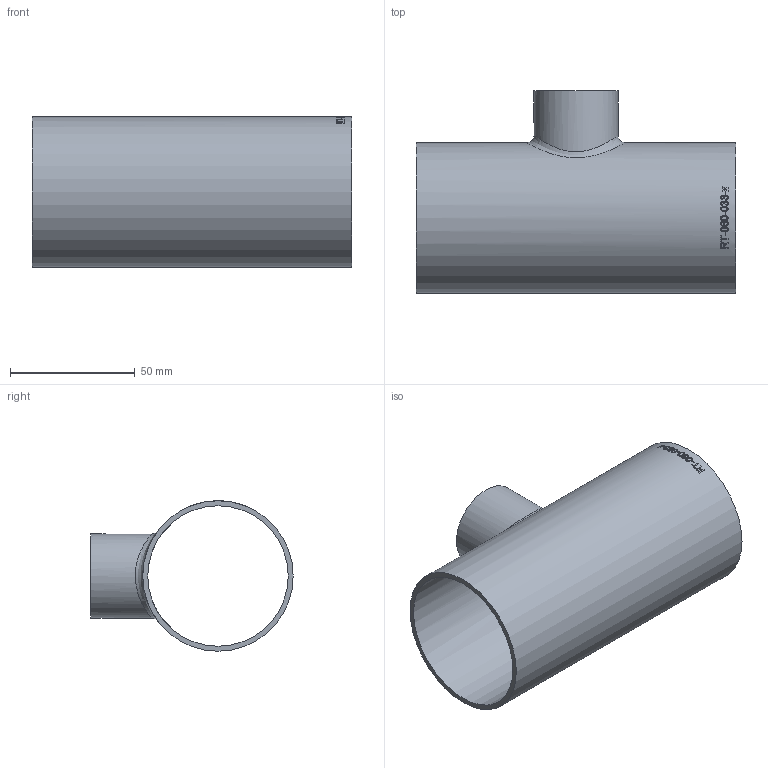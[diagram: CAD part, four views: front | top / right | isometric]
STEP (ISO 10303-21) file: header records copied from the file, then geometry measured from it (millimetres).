
FILE_DESCRIPTION (( 'STEP AP214' ), '1' );
FILE_NAME ('RT-060-033-x T-Stück Ø60,3x2,0-Ø33,7x2,0 BL128 1910.STEP', '2019-10-22T09:18:18', ( '' ), ( '' ), 'SwSTEP 2.0', 'SolidWorks 2016', '' );
FILE_SCHEMA (( 'AUTOMOTIVE_DESIGN' ));
Length unit declared in the file: millimetre
Products named in the file (1): RT-060-033-x T-Stück Ø60,3x2,0-Ø33,7x2,0 BL128 1910
Bounding box: 128 x 81.15 x 60.3 mm (x, y, z)
Volume: 50054.5 mm3; surface area: 50837.4 mm2
Topology: 1 solids, 1 shells, 160 faces, 421 edges, 280 vertices
Faces by surface type: bspline 103, plane 36, cylinder 21
Full cylindrical faces by diameter (mm): 29.7 x1, 33.7 x1, 56.3 x1, 60.3 x1
Entity records: 20178 total; most frequent: CARTESIAN_POINT 15498, ORIENTED_EDGE 824, EDGE_CURVE 412, B_SPLINE_CURVE_WITH_KNOTS 314, VERTEX_POINT 278, DIRECTION 260, EDGE_LOOP 188, FACE_OUTER_BOUND 166
